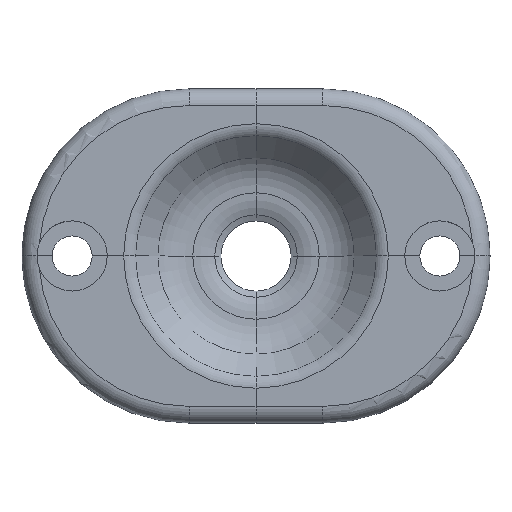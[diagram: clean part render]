
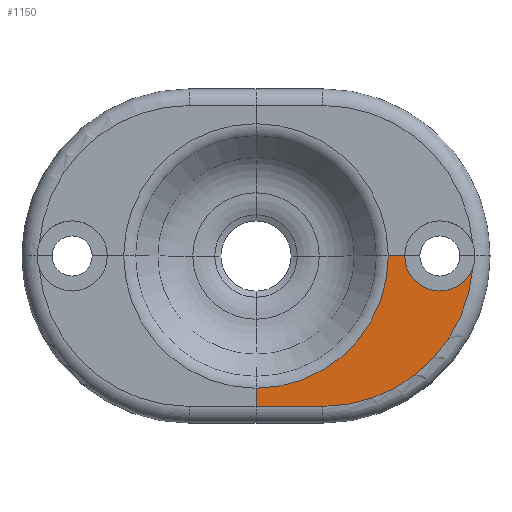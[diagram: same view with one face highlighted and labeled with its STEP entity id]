
A CAD part, top view. The second image highlights one B-rep face of the part: STEP entity #1150.
In plain terms, the highlighted planar face has unit normal (0, 0, 1).
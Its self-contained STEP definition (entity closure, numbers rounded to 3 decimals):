
#37=PLANE('',#1264);
#98=FACE_OUTER_BOUND('',#166,.T.);
#166=EDGE_LOOP('',(#869,#870,#871,#872,#873,#874));
#235=LINE('',#1872,#319);
#242=LINE('',#1904,#326);
#243=LINE('',#1907,#327);
#319=VECTOR('',#1478,10.);
#326=VECTOR('',#1503,10.);
#327=VECTOR('',#1506,10.);
#406=CIRCLE('',#1258,9.);
#409=CIRCLE('',#1263,2.1);
#410=CIRCLE('',#1265,7.914);
#499=VERTEX_POINT('',#1866);
#501=VERTEX_POINT('',#1870);
#504=VERTEX_POINT('',#1877);
#510=VERTEX_POINT('',#1899);
#511=VERTEX_POINT('',#1903);
#512=VERTEX_POINT('',#1905);
#632=EDGE_CURVE('',#499,#501,#235,.T.);
#635=EDGE_CURVE('',#501,#504,#406,.T.);
#644=EDGE_CURVE('',#510,#504,#409,.T.);
#645=EDGE_CURVE('',#511,#510,#242,.T.);
#646=EDGE_CURVE('',#511,#512,#410,.T.);
#647=EDGE_CURVE('',#499,#512,#243,.T.);
#869=ORIENTED_EDGE('',*,*,#635,.T.);
#870=ORIENTED_EDGE('',*,*,#644,.F.);
#871=ORIENTED_EDGE('',*,*,#645,.F.);
#872=ORIENTED_EDGE('',*,*,#646,.T.);
#873=ORIENTED_EDGE('',*,*,#647,.F.);
#874=ORIENTED_EDGE('',*,*,#632,.T.);
#1150=ADVANCED_FACE('',(#98),#37,.F.);
#1258=AXIS2_PLACEMENT_3D('',#1884,#1483,#1484);
#1263=AXIS2_PLACEMENT_3D('',#1901,#1499,#1500);
#1264=AXIS2_PLACEMENT_3D('',#1902,#1501,#1502);
#1265=AXIS2_PLACEMENT_3D('',#1906,#1504,#1505);
#1478=DIRECTION('',(1.,0.,0.));
#1483=DIRECTION('center_axis',(0.,0.,1.));
#1484=DIRECTION('ref_axis',(0.707,-0.707,0.));
#1499=DIRECTION('center_axis',(0.,0.,1.));
#1500=DIRECTION('ref_axis',(1.,0.,0.));
#1501=DIRECTION('center_axis',(0.,0.,-1.));
#1502=DIRECTION('ref_axis',(1.,0.,0.));
#1503=DIRECTION('',(1.,0.,0.));
#1504=DIRECTION('center_axis',(0.,0.,-1.));
#1505=DIRECTION('ref_axis',(0.707,-0.707,0.));
#1506=DIRECTION('',(0.,1.,0.));
#1866=CARTESIAN_POINT('',(0.,-9.,3.));
#1870=CARTESIAN_POINT('',(4.,-9.,3.));
#1872=CARTESIAN_POINT('',(10.5,-9.,3.));
#1877=CARTESIAN_POINT('',(12.971,-0.725,3.));
#1884=CARTESIAN_POINT('Origin',(4.,0.,3.));
#1899=CARTESIAN_POINT('',(8.9,0.,3.));
#1901=CARTESIAN_POINT('Origin',(11.,0.,3.));
#1902=CARTESIAN_POINT('Origin',(7.,-5.,3.));
#1903=CARTESIAN_POINT('',(7.914,0.,3.));
#1904=CARTESIAN_POINT('',(0.,0.,3.));
#1905=CARTESIAN_POINT('',(0.,-7.914,3.));
#1906=CARTESIAN_POINT('Origin',(0.,0.,
3.));
#1907=CARTESIAN_POINT('',(0.,-10.,3.));
